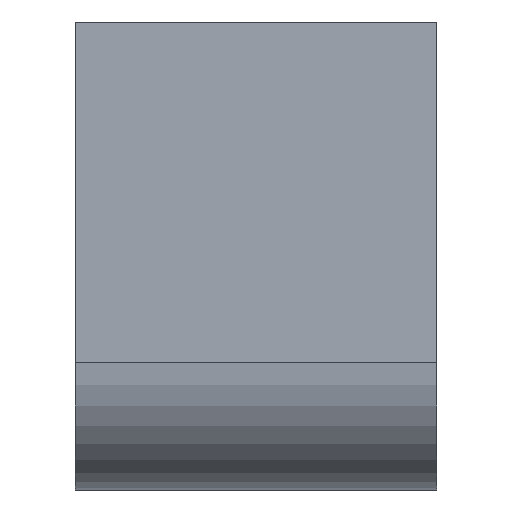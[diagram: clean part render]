
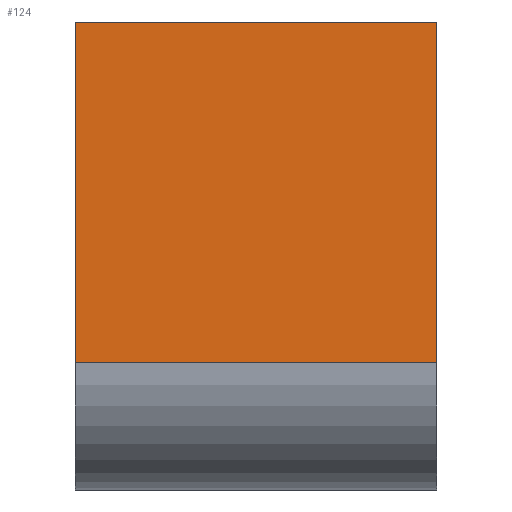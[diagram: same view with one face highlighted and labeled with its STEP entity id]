
A CAD part, left-side view. The second image highlights one B-rep face of the part: STEP entity #124.
In plain terms, the highlighted planar face has unit normal (-1, 0, 0).
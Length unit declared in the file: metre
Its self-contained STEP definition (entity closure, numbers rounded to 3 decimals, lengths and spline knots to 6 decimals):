
#124 = ADVANCED_FACE( 'NONE', ( #326 ), #327, .T. );
#326 = FACE_OUTER_BOUND( '', #623, .T. );
#327 = PLANE( '', #624 );
#623 = EDGE_LOOP( '', ( #3839, #3840, #3841, #3842 ) );
#624 = AXIS2_PLACEMENT_3D( '', #3843, #3844, #3845 );
#3839 = ORIENTED_EDGE( '', *, *, #4933, .F. );
#3840 = ORIENTED_EDGE( '', *, *, #4934, .F. );
#3841 = ORIENTED_EDGE( '', *, *, #4935, .T. );
#3842 = ORIENTED_EDGE( '', *, *, #4936, .T. );
#3843 = CARTESIAN_POINT( '', ( -0.003, 0.0085, 0. ) );
#3844 = DIRECTION( '', ( -1., 0., 0. ) );
#3845 = DIRECTION( '', ( 0., 0., 1. ) );
#4933 = EDGE_CURVE( 'NONE', #5468, #5469, #5470, .T. );
#4934 = EDGE_CURVE( 'NONE', #5471, #5468, #5472, .T. );
#4935 = EDGE_CURVE( 'NONE', #5471, #5473, #5474, .T. );
#4936 = EDGE_CURVE( 'NONE', #5473, #5469, #5475, .T. );
#5468 = VERTEX_POINT( 'NONE', #6480 );
#5469 = VERTEX_POINT( 'NONE', #6481 );
#5470 = LINE( '', #6482, #6483 );
#5471 = VERTEX_POINT( 'NONE', #6484 );
#5472 = LINE( '', #6485, #6486 );
#5473 = VERTEX_POINT( 'NONE', #6487 );
#5474 = LINE( '', #6488, #6489 );
#5475 = LINE( '', #6490, #6491 );
#6480 = CARTESIAN_POINT( '', ( -0.003, 0., 0.008 ) );
#6481 = CARTESIAN_POINT( '', ( -0.003, 0., 0. ) );
#6482 = CARTESIAN_POINT( '', ( -0.003, 0., 0. ) );
#6483 = VECTOR( '', #10396, 1. );
#6484 = CARTESIAN_POINT( '', ( -0.003, 0.0085, 0.008 ) );
#6485 = CARTESIAN_POINT( '', ( -0.003, 0.0085, 0.008 ) );
#6486 = VECTOR( '', #10397, 1. );
#6487 = CARTESIAN_POINT( '', ( -0.003, 0.0085, 0. ) );
#6488 = CARTESIAN_POINT( '', ( -0.003, 0.0085, 0. ) );
#6489 = VECTOR( '', #10398, 1. );
#6490 = CARTESIAN_POINT( '', ( -0.003, 0.0085, 0. ) );
#6491 = VECTOR( '', #10399, 1. );
#10396 = DIRECTION( '', ( 0., 0., -1. ) );
#10397 = DIRECTION( '', ( 0., -1., 0. ) );
#10398 = DIRECTION( '', ( 0., 0., -1. ) );
#10399 = DIRECTION( '', ( 0., -1., 0. ) );
